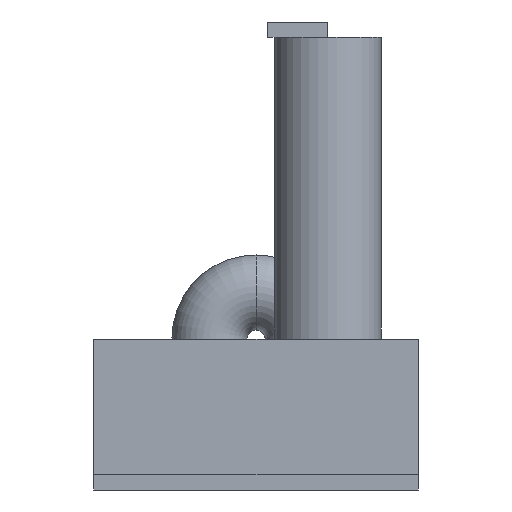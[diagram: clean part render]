
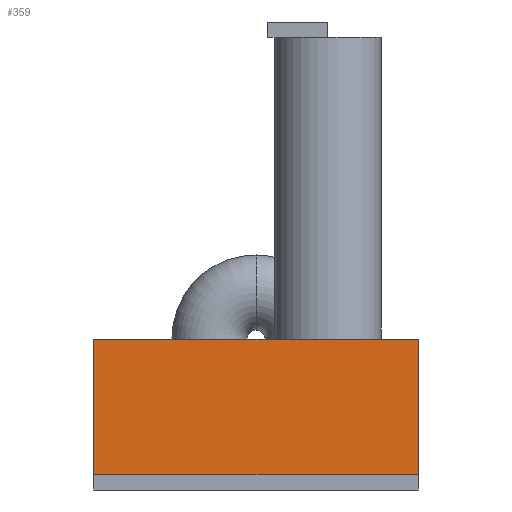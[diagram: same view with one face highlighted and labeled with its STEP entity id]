
A CAD part, left-side view. The second image highlights one B-rep face of the part: STEP entity #359.
In plain terms, the highlighted planar face has unit normal (-1, 0, 0).
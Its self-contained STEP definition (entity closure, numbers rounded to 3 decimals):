
#56 = VERTEX_POINT('',#57);
#57 = CARTESIAN_POINT('',(-20.,0.,0.));
#66 = PLANE('',#67);
#67 = AXIS2_PLACEMENT_3D('',#68,#69,#70);
#68 = CARTESIAN_POINT('',(0.,0.,0.));
#69 = DIRECTION('',(-0.,1.,0.));
#70 = DIRECTION('',(0.,0.,1.));
#78 = PLANE('',#79);
#79 = AXIS2_PLACEMENT_3D('',#80,#81,#82);
#80 = CARTESIAN_POINT('',(0.,0.,0.));
#81 = DIRECTION('',(0.,0.,1.));
#82 = DIRECTION('',(1.,0.,-0.));
#90 = EDGE_CURVE('',#56,#91,#93,.T.);
#91 = VERTEX_POINT('',#92);
#92 = CARTESIAN_POINT('',(-20.,0.,10.));
#93 = SURFACE_CURVE('',#94,(#98,#105),.PCURVE_S1.);
#94 = LINE('',#95,#96);
#95 = CARTESIAN_POINT('',(-20.,0.,0.));
#96 = VECTOR('',#97,1.);
#97 = DIRECTION('',(0.,0.,1.));
#98 = PCURVE('',#66,#99);
#99 = DEFINITIONAL_REPRESENTATION('',(#100),#104);
#100 = LINE('',#101,#102);
#101 = CARTESIAN_POINT('',(0.,-20.));
#102 = VECTOR('',#103,1.);
#103 = DIRECTION('',(1.,0.));
#104 = ( GEOMETRIC_REPRESENTATION_CONTEXT(2) 
PARAMETRIC_REPRESENTATION_CONTEXT() REPRESENTATION_CONTEXT('2D SPACE',''
  ) );
#105 = PCURVE('',#106,#111);
#106 = PLANE('',#107);
#107 = AXIS2_PLACEMENT_3D('',#108,#109,#110);
#108 = CARTESIAN_POINT('',(-20.,0.,0.));
#109 = DIRECTION('',(1.,0.,-0.));
#110 = DIRECTION('',(0.,0.,1.));
#111 = DEFINITIONAL_REPRESENTATION('',(#112),#116);
#112 = LINE('',#113,#114);
#113 = CARTESIAN_POINT('',(0.,0.));
#114 = VECTOR('',#115,1.);
#115 = DIRECTION('',(1.,0.));
#116 = ( GEOMETRIC_REPRESENTATION_CONTEXT(2) 
PARAMETRIC_REPRESENTATION_CONTEXT() REPRESENTATION_CONTEXT('2D SPACE',''
  ) );
#134 = PLANE('',#135);
#135 = AXIS2_PLACEMENT_3D('',#136,#137,#138);
#136 = CARTESIAN_POINT('',(-20.,0.,10.));
#137 = DIRECTION('',(0.,0.,1.));
#138 = DIRECTION('',(1.,0.,-0.));
#288 = VERTEX_POINT('',#289);
#289 = CARTESIAN_POINT('',(-20.,21.5,0.));
#305 = PLANE('',#306);
#306 = AXIS2_PLACEMENT_3D('',#307,#308,#309);
#307 = CARTESIAN_POINT('',(0.,21.5,0.));
#308 = DIRECTION('',(-0.,1.,0.));
#309 = DIRECTION('',(0.,0.,1.));
#317 = EDGE_CURVE('',#56,#288,#318,.T.);
#318 = SURFACE_CURVE('',#319,(#323,#330),.PCURVE_S1.);
#319 = LINE('',#320,#321);
#320 = CARTESIAN_POINT('',(-20.,0.,0.));
#321 = VECTOR('',#322,1.);
#322 = DIRECTION('',(-0.,1.,0.));
#323 = PCURVE('',#78,#324);
#324 = DEFINITIONAL_REPRESENTATION('',(#325),#329);
#325 = LINE('',#326,#327);
#326 = CARTESIAN_POINT('',(-20.,0.));
#327 = VECTOR('',#328,1.);
#328 = DIRECTION('',(0.,1.));
#329 = ( GEOMETRIC_REPRESENTATION_CONTEXT(2) 
PARAMETRIC_REPRESENTATION_CONTEXT() REPRESENTATION_CONTEXT('2D SPACE',''
  ) );
#330 = PCURVE('',#106,#331);
#331 = DEFINITIONAL_REPRESENTATION('',(#332),#336);
#332 = LINE('',#333,#334);
#333 = CARTESIAN_POINT('',(0.,0.));
#334 = VECTOR('',#335,1.);
#335 = DIRECTION('',(0.,-1.));
#336 = ( GEOMETRIC_REPRESENTATION_CONTEXT(2) 
PARAMETRIC_REPRESENTATION_CONTEXT() REPRESENTATION_CONTEXT('2D SPACE',''
  ) );
#359 = ADVANCED_FACE('',(#360),#106,.F.);
#360 = FACE_BOUND('',#361,.F.);
#361 = EDGE_LOOP('',(#362,#363,#364,#387));
#362 = ORIENTED_EDGE('',*,*,#90,.F.);
#363 = ORIENTED_EDGE('',*,*,#317,.T.);
#364 = ORIENTED_EDGE('',*,*,#365,.T.);
#365 = EDGE_CURVE('',#288,#366,#368,.T.);
#366 = VERTEX_POINT('',#367);
#367 = CARTESIAN_POINT('',(-20.,21.5,10.));
#368 = SURFACE_CURVE('',#369,(#373,#380),.PCURVE_S1.);
#369 = LINE('',#370,#371);
#370 = CARTESIAN_POINT('',(-20.,21.5,0.));
#371 = VECTOR('',#372,1.);
#372 = DIRECTION('',(0.,0.,1.));
#373 = PCURVE('',#106,#374);
#374 = DEFINITIONAL_REPRESENTATION('',(#375),#379);
#375 = LINE('',#376,#377);
#376 = CARTESIAN_POINT('',(0.,-21.5));
#377 = VECTOR('',#378,1.);
#378 = DIRECTION('',(1.,0.));
#379 = ( GEOMETRIC_REPRESENTATION_CONTEXT(2) 
PARAMETRIC_REPRESENTATION_CONTEXT() REPRESENTATION_CONTEXT('2D SPACE',''
  ) );
#380 = PCURVE('',#305,#381);
#381 = DEFINITIONAL_REPRESENTATION('',(#382),#386);
#382 = LINE('',#383,#384);
#383 = CARTESIAN_POINT('',(0.,-20.));
#384 = VECTOR('',#385,1.);
#385 = DIRECTION('',(1.,0.));
#386 = ( GEOMETRIC_REPRESENTATION_CONTEXT(2) 
PARAMETRIC_REPRESENTATION_CONTEXT() REPRESENTATION_CONTEXT('2D SPACE',''
  ) );
#387 = ORIENTED_EDGE('',*,*,#388,.F.);
#388 = EDGE_CURVE('',#91,#366,#389,.T.);
#389 = SURFACE_CURVE('',#390,(#394,#401),.PCURVE_S1.);
#390 = LINE('',#391,#392);
#391 = CARTESIAN_POINT('',(-20.,0.,10.));
#392 = VECTOR('',#393,1.);
#393 = DIRECTION('',(-0.,1.,0.));
#394 = PCURVE('',#106,#395);
#395 = DEFINITIONAL_REPRESENTATION('',(#396),#400);
#396 = LINE('',#397,#398);
#397 = CARTESIAN_POINT('',(10.,0.));
#398 = VECTOR('',#399,1.);
#399 = DIRECTION('',(0.,-1.));
#400 = ( GEOMETRIC_REPRESENTATION_CONTEXT(2) 
PARAMETRIC_REPRESENTATION_CONTEXT() REPRESENTATION_CONTEXT('2D SPACE',''
  ) );
#401 = PCURVE('',#134,#402);
#402 = DEFINITIONAL_REPRESENTATION('',(#403),#407);
#403 = LINE('',#404,#405);
#404 = CARTESIAN_POINT('',(0.,0.));
#405 = VECTOR('',#406,1.);
#406 = DIRECTION('',(0.,1.));
#407 = ( GEOMETRIC_REPRESENTATION_CONTEXT(2) 
PARAMETRIC_REPRESENTATION_CONTEXT() REPRESENTATION_CONTEXT('2D SPACE',''
  ) );
